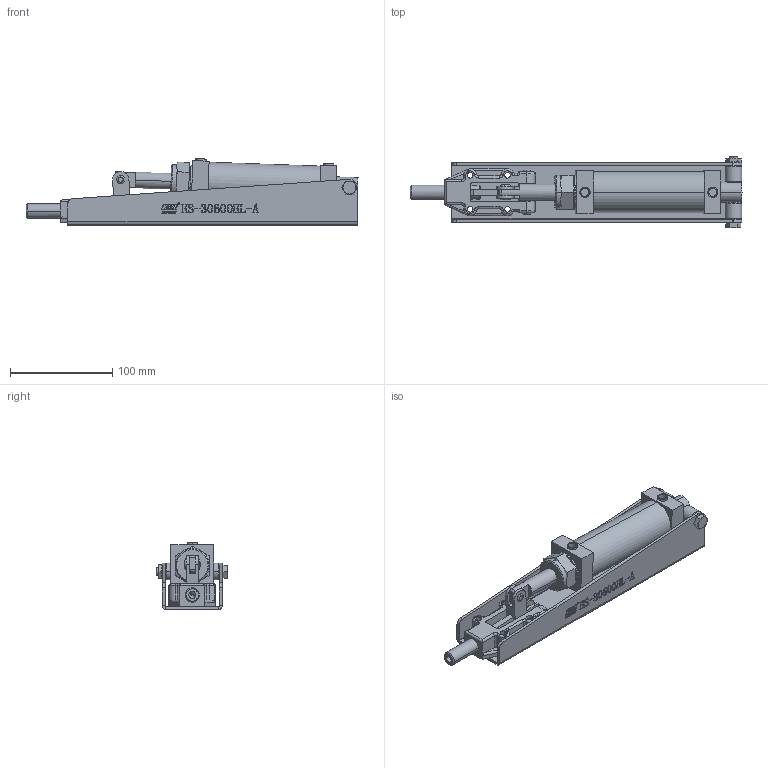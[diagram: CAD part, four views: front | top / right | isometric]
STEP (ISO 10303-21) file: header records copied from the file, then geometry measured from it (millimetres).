
FILE_DESCRIPTION (( 'STEP AP203' ), '1' );
FILE_NAME ('HS-30600HL-A 装配体.STEP', '2018-12-07T08:49:30', ( 'PCOS' ), ( '微软中国' ), 'SwSTEP 2.0', 'SolidWorks 2012', '' );
FILE_SCHEMA (( 'CONFIG_CONTROL_DESIGN' ));
Length unit declared in the file: millimetre
Products named in the file (14): HS-30600HL-A 蚾饜极; 种杶; 蹟譫; hex thin nuts-grades ab-chamfered gb_GB_FASTENER_NUT_STNAB M8-N; hexagon head bolts-full thread gb_GB_FASTENER_BOLT_STBAB A M8X65-N; 种2; 种1; 蟀裝2; 蚐詰; 挴裝; 蟀裝; 活塞杆; 菁釱; 菁殤
Assembly tree (15 placements, depth 2):
  HS-30600HL-A 蚾饜极
    菁殤
    菁釱
    活塞杆
    蟀裝
    挴裝
    蚐詰
    蟀裝2
    种1  x2
    种2
    hexagon head bolts-full thread gb_GB_FASTENER_BOLT_STBAB A M8X65-N
    hex thin nuts-grades ab-chamfered gb_GB_FASTENER_NUT_STNAB M8-N
    蹟譫
    种杶  x2
Bounding box: 325.34 x 70.45 x 65.24 mm (x, y, z)
Volume: 415247 mm3; surface area: 145434 mm2
Topology: 15 solids, 15 shells, 798 faces, 2059 edges, 1336 vertices
Faces by surface type: plane 369, cylinder 187, bspline 167, cone 39, torus 36
Entity records: 33230 total; most frequent: CARTESIAN_POINT 13440, ORIENTED_EDGE 4034, DIRECTION 3308, EDGE_CURVE 2017, VERTEX_POINT 1312, LINE 1172, VECTOR 1172, AXIS2_PLACEMENT_3D 1068
